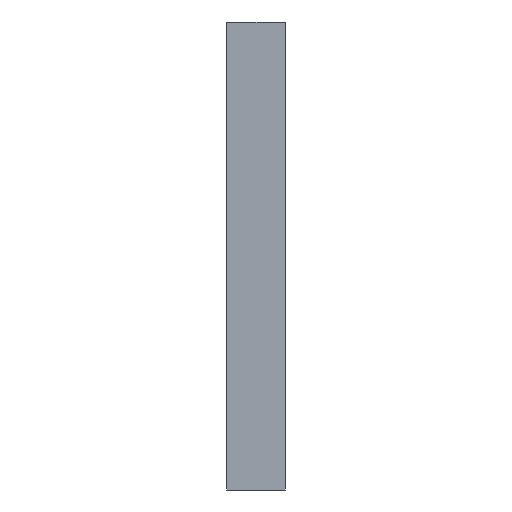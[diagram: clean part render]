
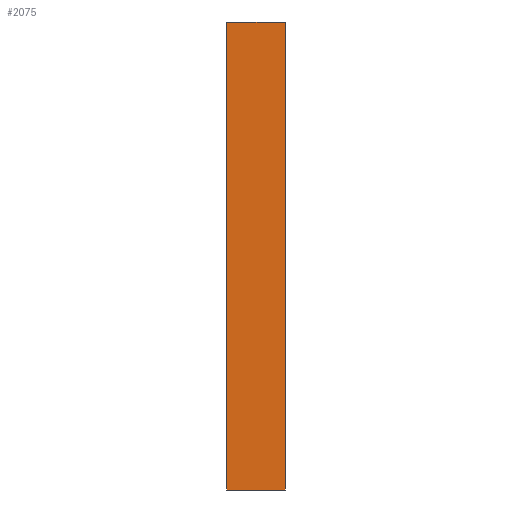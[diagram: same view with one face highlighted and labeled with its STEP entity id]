
A CAD part, left-side view. The second image highlights one B-rep face of the part: STEP entity #2075.
In plain terms, the highlighted planar face has unit normal (-1, 0, 0).
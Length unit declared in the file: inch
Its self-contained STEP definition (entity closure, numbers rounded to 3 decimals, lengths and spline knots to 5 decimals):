
#78 = EDGE_LOOP ( 'NONE', ( #480, #481, #482, #483 ) ) ;
#232 = EDGE_CURVE ( 'NONE', #1231, #1233, #799, .T. ) ;
#233 = EDGE_CURVE ( 'NONE', #1231, #1230, #801, .T. ) ;
#236 = EDGE_CURVE ( 'NONE', #1233, #1232, #796, .T. ) ;
#237 = EDGE_CURVE ( 'NONE', #1230, #1232, #798, .T. ) ;
#439 = AXIS2_PLACEMENT_3D ( 'NONE', #1878, #1885, #1886 ) ;
#480 = ORIENTED_EDGE ( 'NONE', *, *, #237, .T. ) ;
#481 = ORIENTED_EDGE ( 'NONE', *, *, #236, .F. ) ;
#482 = ORIENTED_EDGE ( 'NONE', *, *, #232, .F. ) ;
#483 = ORIENTED_EDGE ( 'NONE', *, *, #233, .T. ) ;
#796 = LINE ( 'NONE', #1381, #806 ) ;
#798 = LINE ( 'NONE', #1385, #808 ) ;
#799 = LINE ( 'NONE', #1377, #800 ) ;
#800 = VECTOR ( 'NONE', #1378, 39.37008 ) ;
#801 = LINE ( 'NONE', #1379, #802 ) ;
#802 = VECTOR ( 'NONE', #1380, 39.37008 ) ;
#806 = VECTOR ( 'NONE', #1386, 39.37008 ) ;
#808 = VECTOR ( 'NONE', #1387, 39.37008 ) ;
#1013 = FACE_OUTER_BOUND ( 'NONE', #78, .T. ) ;
#1230 = VERTEX_POINT ( 'NONE', #1663 ) ;
#1231 = VERTEX_POINT ( 'NONE', #1664 ) ;
#1232 = VERTEX_POINT ( 'NONE', #1665 ) ;
#1233 = VERTEX_POINT ( 'NONE', #1666 ) ;
#1377 = CARTESIAN_POINT ( 'NONE',  ( -6.75197, 0.25, -2. ) ) ;
#1378 = DIRECTION ( 'NONE',  ( 0., 0., 1. ) ) ;
#1379 = CARTESIAN_POINT ( 'NONE',  ( -6.75197, 0.25, -2. ) ) ;
#1380 = DIRECTION ( 'NONE',  ( 0., -1., 0. ) ) ;
#1381 = CARTESIAN_POINT ( 'NONE',  ( -6.75197, 0.25, 2. ) ) ;
#1385 = CARTESIAN_POINT ( 'NONE',  ( -6.75197, -0.25, -2. ) ) ;
#1386 = DIRECTION ( 'NONE',  ( 0., -1., 0. ) ) ;
#1387 = DIRECTION ( 'NONE',  ( 0., 0., 1. ) ) ;
#1663 = CARTESIAN_POINT ( 'NONE',  ( -6.75197, -0.25, -2. ) ) ;
#1664 = CARTESIAN_POINT ( 'NONE',  ( -6.75197, 0.25, -2. ) ) ;
#1665 = CARTESIAN_POINT ( 'NONE',  ( -6.75197, -0.25, 2. ) ) ;
#1666 = CARTESIAN_POINT ( 'NONE',  ( -6.75197, 0.25, 2. ) ) ;
#1878 = CARTESIAN_POINT ( 'NONE',  ( -6.75197, 0.25, -2. ) ) ;
#1882 = PLANE ( 'NONE',  #439 ) ;
#1885 = DIRECTION ( 'NONE',  ( 1., 0., 0. ) ) ;
#1886 = DIRECTION ( 'NONE',  ( 0., 0., -1. ) ) ;
#2075 = ADVANCED_FACE ( 'NONE', ( #1013 ), #1882, .F. ) ;
